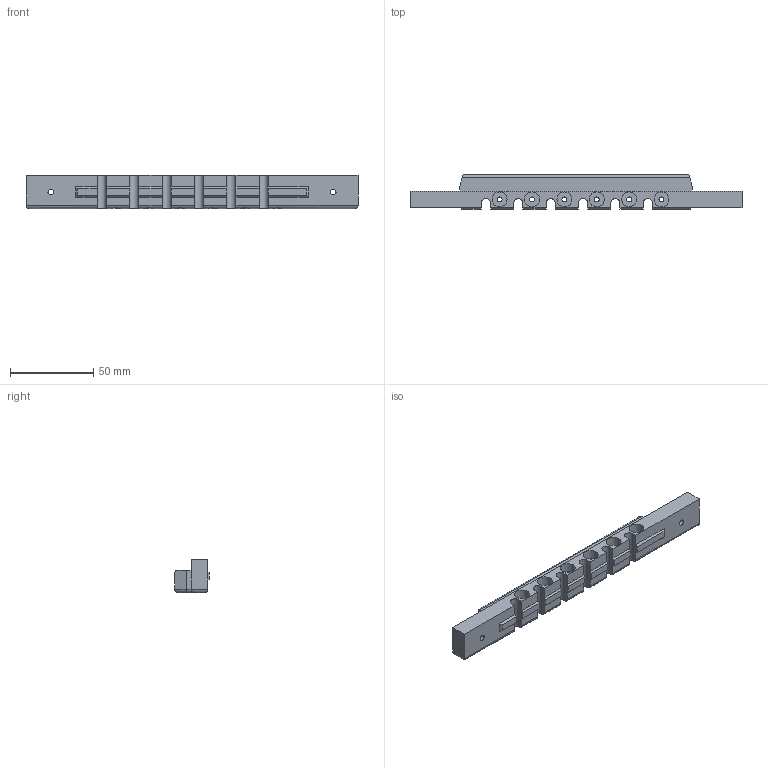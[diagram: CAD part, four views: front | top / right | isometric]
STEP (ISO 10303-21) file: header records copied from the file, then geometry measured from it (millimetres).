
FILE_DESCRIPTION(('Open CASCADE Model'),'2;1');
FILE_NAME('Open CASCADE Shape Model','2024-09-07T18:29:43',('Author'),( 'Open CASCADE'),'Open CASCADE STEP processor 7.7','Open CASCADE 7.7' ,'Unknown');
FILE_SCHEMA(('AUTOMOTIVE_DESIGN { 1 0 10303 214 1 1 1 1 }'));
Length unit declared in the file: millimetre
Products named in the file (1): Open CASCADE STEP translator 7.7 8
Bounding box: 200 x 21 x 20 mm (x, y, z)
Volume: 50060 mm3; surface area: 18370.7 mm2
Topology: 1 solids, 1 shells, 117 faces, 317 edges, 204 vertices
Faces by surface type: plane 66, cylinder 45, cone 6
Full cylindrical faces by diameter (mm): 3 x6, 3.5 x2, 5.9 x2, 9 x12
Entity records: 8739 total; most frequent: CARTESIAN_POINT 2334, DIRECTION 1211, LINE 761, VECTOR 761, ORIENTED_EDGE 634, PCURVE 634, DEFINITIONAL_REPRESENTATION 634, EDGE_CURVE 317
